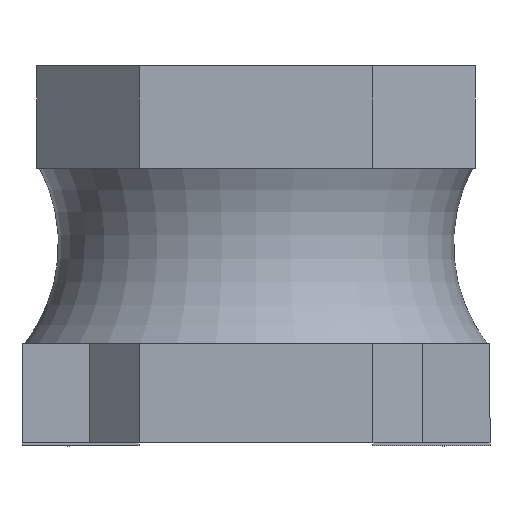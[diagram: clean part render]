
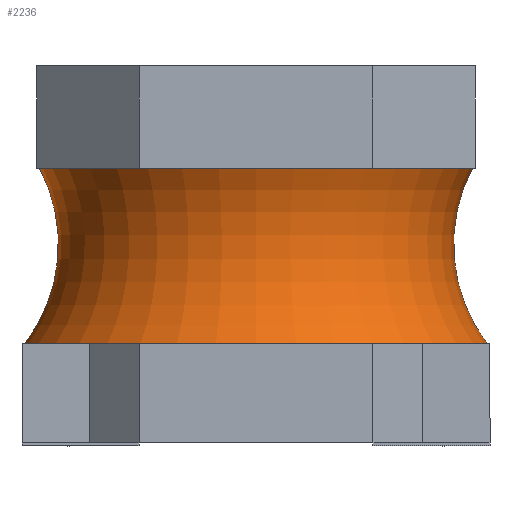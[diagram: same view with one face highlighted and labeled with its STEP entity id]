
A CAD part, front view. The second image highlights one B-rep face of the part: STEP entity #2236.
In plain terms, the highlighted toroidal (fillet/blend) face has major radius 6.178 mm and minor radius 2.8 mm.
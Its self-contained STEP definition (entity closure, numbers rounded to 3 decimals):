
#26=TOROIDAL_SURFACE('',#3175,6.178,2.8);
#46=CIRCLE('',#3166,3.95);
#49=CIRCLE('',#3174,3.7);
#74=B_SPLINE_CURVE_WITH_KNOTS('',3,(#4095,#4096,#4097,#4098,#4099,#4100,
#4101,#4102,#4103,#4104,#4105,#4106,#4107),.UNSPECIFIED.,.T.,.F.,(1,1,1,
1,1,1,1,1,1,1,1,1,1,1,1,1,1),(0.,0.,
0.,0.,0.,0.,0.,
0.,0.,0.001,0.001,
0.001,0.001,0.001,0.001,
0.001,0.001),.UNSPECIFIED.);
#75=B_SPLINE_CURVE_WITH_KNOTS('',3,(#4114,#4115,#4116,#4117,#4118,#4119,
#4120,#4121,#4122,#4123,#4124,#4125,#4126),.UNSPECIFIED.,.T.,.F.,(1,1,1,
1,1,1,1,1,1,1,1,1,1,1,1,1,1),(0.,0.,
0.,0.,0.,0.,0.,
0.,0.,0.,0.001,
0.001,0.001,0.001,0.001,
0.001,0.001),.UNSPECIFIED.);
#244=ORIENTED_EDGE('',*,*,#804,.T.);
#245=ORIENTED_EDGE('',*,*,#807,.F.);
#246=ORIENTED_EDGE('',*,*,#802,.T.);
#247=ORIENTED_EDGE('',*,*,#806,.T.);
#802=EDGE_CURVE('',#1097,#1097,#46,.T.);
#804=EDGE_CURVE('',#1099,#1099,#74,.T.);
#806=EDGE_CURVE('',#1101,#1101,#75,.T.);
#807=EDGE_CURVE('',#1102,#1102,#49,.T.);
#1097=VERTEX_POINT('',#4091);
#1099=VERTEX_POINT('',#4108);
#1101=VERTEX_POINT('',#4127);
#1102=VERTEX_POINT('',#4130);
#1811=EDGE_LOOP('',(#244));
#1812=EDGE_LOOP('',(#245));
#1813=EDGE_LOOP('',(#246));
#1814=EDGE_LOOP('',(#247));
#1978=FACE_BOUND('',#1811,.T.);
#1979=FACE_BOUND('',#1812,.T.);
#1980=FACE_BOUND('',#1813,.T.);
#1981=FACE_BOUND('',#1814,.T.);
#2236=ADVANCED_FACE('',(#1978,#1979,#1980,#1981),#26,.F.);
#3166=AXIS2_PLACEMENT_3D('',#4090,#3369,#3370);
#3174=AXIS2_PLACEMENT_3D('',#4129,#3385,#3386);
#3175=AXIS2_PLACEMENT_3D('',#4131,#3387,#3388);
#3369=DIRECTION('',(0.,0.,1.));
#3370=DIRECTION('',(1.,0.,0.));
#3385=DIRECTION('',(0.,0.,1.));
#3386=DIRECTION('',(1.,0.,0.));
#3387=DIRECTION('',(0.,0.,1.));
#3388=DIRECTION('',(1.,0.,0.));
#4090=CARTESIAN_POINT('',(0.,0.,-3.871));
#4091=CARTESIAN_POINT('',(3.95,0.,-3.871));
#4095=CARTESIAN_POINT('',(-3.255,-0.954,-2.456));
#4096=CARTESIAN_POINT('',(-3.228,-1.037,-2.435));
#4097=CARTESIAN_POINT('',(-3.207,-1.112,-2.474));
#4098=CARTESIAN_POINT('',(-3.177,-1.208,-2.519));
#4099=CARTESIAN_POINT('',(-3.159,-1.271,-2.562));
#4100=CARTESIAN_POINT('',(-3.144,-1.334,-2.633));
#4101=CARTESIAN_POINT('',(-3.18,-1.26,-2.658));
#4102=CARTESIAN_POINT('',(-3.201,-1.184,-2.613));
#4103=CARTESIAN_POINT('',(-3.227,-1.087,-2.566));
#4104=CARTESIAN_POINT('',(-3.241,-1.026,-2.523));
#4105=CARTESIAN_POINT('',(-3.255,-0.954,-2.456));
#4106=CARTESIAN_POINT('',(-3.228,-1.037,-2.435));
#4107=CARTESIAN_POINT('',(-3.207,-1.112,-2.474));
#4108=CARTESIAN_POINT('',(-3.236,-1.014,-2.444));
#4114=CARTESIAN_POINT('',(3.207,-1.112,-2.474));
#4115=CARTESIAN_POINT('',(3.228,-1.036,-2.435));
#4116=CARTESIAN_POINT('',(3.255,-0.954,-2.456));
#4117=CARTESIAN_POINT('',(3.241,-1.025,-2.523));
#4118=CARTESIAN_POINT('',(3.227,-1.087,-2.565));
#4119=CARTESIAN_POINT('',(3.201,-1.183,-2.613));
#4120=CARTESIAN_POINT('',(3.181,-1.256,-2.656));
#4121=CARTESIAN_POINT('',(3.144,-1.335,-2.636));
#4122=CARTESIAN_POINT('',(3.158,-1.272,-2.563));
#4123=CARTESIAN_POINT('',(3.177,-1.209,-2.52));
#4124=CARTESIAN_POINT('',(3.207,-1.112,-2.474));
#4125=CARTESIAN_POINT('',(3.228,-1.036,-2.435));
#4126=CARTESIAN_POINT('',(3.255,-0.954,-2.456));
#4127=CARTESIAN_POINT('',(3.236,-1.014,-2.444));
#4129=CARTESIAN_POINT('',(0.,0.,-0.871));
#4130=CARTESIAN_POINT('',(3.7,0.,-0.871));
#4131=CARTESIAN_POINT('',(0.,0.,-2.175));
